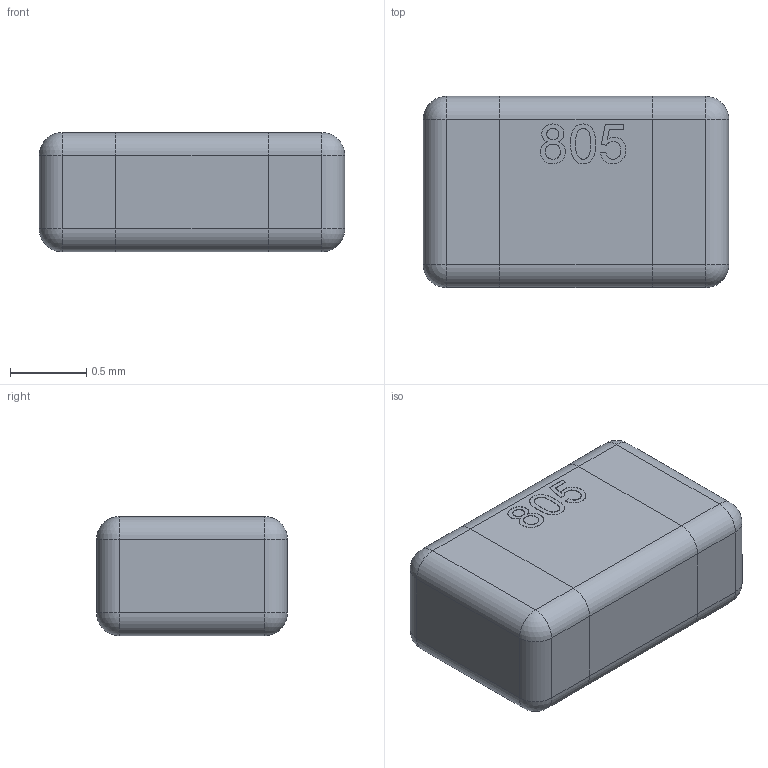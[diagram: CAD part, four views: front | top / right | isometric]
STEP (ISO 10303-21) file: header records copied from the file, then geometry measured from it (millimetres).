
FILE_DESCRIPTION(('FreeCAD Model'),'2;1');
FILE_NAME( 'r_0805.step', '2015-12-18T00:04:22',('Author'),(''), 'Open CASCADE STEP processor 6.8','FreeCAD','Unknown');
FILE_SCHEMA(('AUTOMOTIVE_DESIGN_CC2 { 1 2 10303 214 -1 1 5 4 }'));
Length unit declared in the file: millimetre
Products named in the file (2): ASSEMBLY; SW3dPS-0805_SMD_Resistor
Assembly tree (1 placements, depth 2):
  ASSEMBLY
    SW3dPS-0805_SMD_Resistor
Bounding box: 2 x 1.25 x 0.78 mm (x, y, z)
Volume: 1.9 mm3; surface area: 9 mm2
Topology: 1 solids, 1 shells, 90 faces, 214 edges, 124 vertices
Faces by surface type: bspline 35, plane 27, cylinder 20, sphere 8
Entity records: 12579 total; most frequent: CARTESIAN_POINT 8345, DIRECTION 450, ORIENTED_EDGE 412, PCURVE 412, DEFINITIONAL_REPRESENTATION 412, B_SPLINE_CURVE_WITH_KNOTS 314, LINE 272, VECTOR 272
